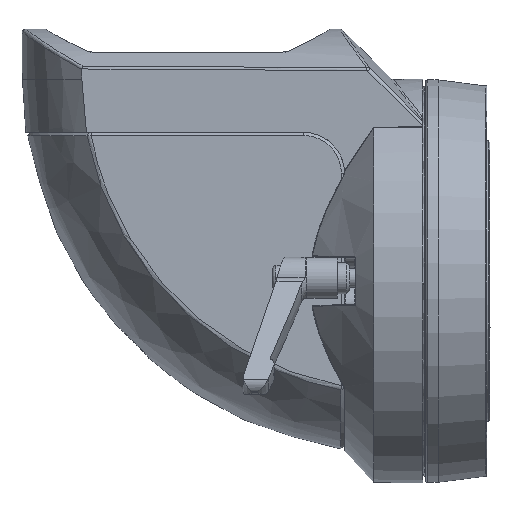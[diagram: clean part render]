
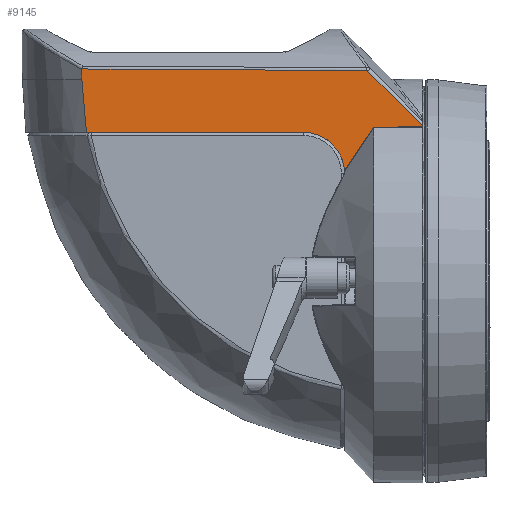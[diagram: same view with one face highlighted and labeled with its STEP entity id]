
A CAD part, left-side view. The second image highlights one B-rep face of the part: STEP entity #9145.
In plain terms, the highlighted planar face has unit normal (-1, 0.009, 0).
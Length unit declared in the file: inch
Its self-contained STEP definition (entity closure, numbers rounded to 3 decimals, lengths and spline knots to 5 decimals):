
#656 = ORIENTED_EDGE ( 'NONE', *, *, #20728, .F. ) ;
#1183 = VERTEX_POINT ( 'NONE', #19472 ) ;
#1205 = PLANE ( 'NONE',  #52409 ) ;
#2397 = EDGE_CURVE ( 'NONE', #24941, #34535, #10962, .T. ) ;
#2597 = CARTESIAN_POINT ( 'NONE',  ( -1.63385, 1.10315, 1.38658 ) ) ;
#3071 = VECTOR ( 'NONE', #24983, 39.37008 ) ;
#3207 = CARTESIAN_POINT ( 'NONE',  ( -1.63642, 0.80863, 2.64156 ) ) ;
#3578 = VERTEX_POINT ( 'NONE', #13611 ) ;
#3618 = CARTESIAN_POINT ( 'NONE',  ( -1.60505, 4.40351, 2.66762 ) ) ;
#3653 = CARTESIAN_POINT ( 'NONE',  ( -1.63704, 0.73771, 1.93648 ) ) ;
#4687 = CARTESIAN_POINT ( 'NONE',  ( -1.60504, 4.40421, 2.53937 ) ) ;
#6059 = LINE ( 'NONE', #19042, #9501 ) ;
#6405 = CARTESIAN_POINT ( 'NONE',  ( -1.6363, 0.82215, 2.64726 ) ) ;
#6681 = CARTESIAN_POINT ( 'NONE',  ( -1.63638, 0.81358, 2.64499 ) ) ;
#6915 = ORIENTED_EDGE ( 'NONE', *, *, #39636, .F. ) ;
#7424 = LINE ( 'NONE', #7709, #9789 ) ;
#7518 = CARTESIAN_POINT ( 'NONE',  ( -1.63638, 0.81304, 2.64469 ) ) ;
#7682 = EDGE_CURVE ( 'NONE', #39385, #40909, #7424, .T. ) ;
#7699 = B_SPLINE_CURVE_WITH_KNOTS ( 'NONE', 3,
 ( #44224, #56908, #17437, #3618 ),
 .UNSPECIFIED., .F., .F.,
 ( 4, 4 ),
 ( 0., 0.00016 ),
 .UNSPECIFIED. ) ;
#7709 = CARTESIAN_POINT ( 'NONE',  ( -1.64245, 0.11811, 3.09955 ) ) ;
#7953 = CARTESIAN_POINT ( 'NONE',  ( -1.62593, 2.01086, 2.65411 ) ) ;
#8116 =( BOUNDED_CURVE ( )  B_SPLINE_CURVE ( 3, ( #11788, #28276, #42041, #2597 ),
 .UNSPECIFIED., .F., .F. ) 
 B_SPLINE_CURVE_WITH_KNOTS ( ( 4, 4 ),
 ( 1.5708, 3.08626 ),
 .UNSPECIFIED. ) 
 CURVE ( )  GEOMETRIC_REPRESENTATION_ITEM ( )  RATIONAL_B_SPLINE_CURVE ( ( 1., 0.818, 0.818, 1. ) ) 
 REPRESENTATION_ITEM ( '' )  );
#8320 = VERTEX_POINT ( 'NONE', #42730 ) ;
#8688 = CARTESIAN_POINT ( 'NONE',  ( -1.64235, 0.12905, 1.96098 ) ) ;
#8990 = CARTESIAN_POINT ( 'NONE',  ( -1.64231, 0.13418, 1.96612 ) ) ;
#9136 = EDGE_CURVE ( 'NONE', #40909, #19431, #56810, .T. ) ;
#9145 = ADVANCED_FACE ( 'NONE', ( #9561 ), #1205, .T. ) ;
#9270 = CARTESIAN_POINT ( 'NONE',  ( -1.64245, 0.11811, 1.95166 ) ) ;
#9501 = VECTOR ( 'NONE', #28545, 39.37008 ) ;
#9561 = FACE_OUTER_BOUND ( 'NONE', #47042, .T. ) ;
#9789 = VECTOR ( 'NONE', #15517, 39.37008 ) ;
#10114 = ORIENTED_EDGE ( 'NONE', *, *, #44976, .T. ) ;
#10688 = CARTESIAN_POINT ( 'NONE',  ( -1.60554, 4.34679, 1.87008 ) ) ;
#10962 = B_SPLINE_CURVE_WITH_KNOTS ( 'NONE', 3,
 ( #23669, #46393, #41210, #10688 ),
 .UNSPECIFIED., .F., .F.,
 ( 4, 4 ),
 ( 0., 0.01706 ),
 .UNSPECIFIED. ) ;
#11788 = CARTESIAN_POINT ( 'NONE',  ( -1.62939, 1.61417, 1.87008 ) ) ;
#12725 = ORIENTED_EDGE ( 'NONE', *, *, #40148, .T. ) ;
#13169 = EDGE_CURVE ( 'NONE', #1183, #18483, #8116, .T. ) ;
#13611 = CARTESIAN_POINT ( 'NONE',  ( -1.60505, 4.40351, 2.66762 ) ) ;
#14241 = CARTESIAN_POINT ( 'NONE',  ( -1.63385, 1.10315, 1.38658 ) ) ;
#14631 = VERTEX_POINT ( 'NONE', #38546 ) ;
#15517 = DIRECTION ( 'NONE',  ( 0., 0., 1. ) ) ;
#17437 = CARTESIAN_POINT ( 'NONE',  ( -1.60505, 4.40399, 2.6655 ) ) ;
#18483 = VERTEX_POINT ( 'NONE', #21645 ) ;
#18490 = CARTESIAN_POINT ( 'NONE',  ( -1.6424, 0.12369, 1.95616 ) ) ;
#19042 = CARTESIAN_POINT ( 'NONE',  ( -1.64231, 0.13418, 1.96612 ) ) ;
#19431 = VERTEX_POINT ( 'NONE', #29479 ) ;
#19472 = CARTESIAN_POINT ( 'NONE',  ( -1.62939, 1.61417, 1.87008 ) ) ;
#19826 = VECTOR ( 'NONE', #19918, 39.37008 ) ;
#19918 = DIRECTION ( 'NONE',  ( 0., 0., -1. ) ) ;
#20728 = EDGE_CURVE ( 'NONE', #32939, #3578, #7699, .T. ) ;
#21101 = ORIENTED_EDGE ( 'NONE', *, *, #48846, .T. ) ;
#21645 = CARTESIAN_POINT ( 'NONE',  ( -1.63385, 1.10315, 1.38658 ) ) ;
#21971 = DIRECTION ( 'NONE',  ( -1., 0.009, 0. ) ) ;
#22244 = EDGE_CURVE ( 'NONE', #34535, #1183, #56751, .T. ) ;
#22533 = B_SPLINE_CURVE_WITH_KNOTS ( 'NONE', 3,
 ( #14241, #45098, #54301, #41014 ),
 .UNSPECIFIED., .F., .F.,
 ( 4, 4 ),
 ( 0., 1. ),
 .UNSPECIFIED. ) ;
#23669 = CARTESIAN_POINT ( 'NONE',  ( -1.60504, 4.40421, 2.53937 ) ) ;
#23803 = EDGE_CURVE ( 'NONE', #18483, #37466, #22533, .T. ) ;
#23995 = CARTESIAN_POINT ( 'NONE',  ( -1.63641, 0.8102, 2.64289 ) ) ;
#24802 = CARTESIAN_POINT ( 'NONE',  ( -1.60504, 4.40421, 3.09955 ) ) ;
#24941 = VERTEX_POINT ( 'NONE', #4687 ) ;
#24983 = DIRECTION ( 'NONE',  ( -0.009, -1., 0.004 ) ) ;
#25989 = ORIENTED_EDGE ( 'NONE', *, *, #7682, .T. ) ;
#26120 = CARTESIAN_POINT ( 'NONE',  ( -1.6363, 0.82215, 2.64726 ) ) ;
#28276 = CARTESIAN_POINT ( 'NONE',  ( -1.63189, 1.32735, 1.87008 ) ) ;
#28545 = DIRECTION ( 'NONE',  ( -0.006, -0.707, -0.708 ) ) ;
#29195 = ORIENTED_EDGE ( 'NONE', *, *, #22244, .T. ) ;
#29479 = CARTESIAN_POINT ( 'NONE',  ( -1.64231, 0.13418, 1.96612 ) ) ;
#30508 = ORIENTED_EDGE ( 'NONE', *, *, #23803, .T. ) ;
#30835 = CARTESIAN_POINT ( 'NONE',  ( -1.63386, 1.10236, 1.87008 ) ) ;
#31389 = ORIENTED_EDGE ( 'NONE', *, *, #9136, .T. ) ;
#31743 = CARTESIAN_POINT ( 'NONE',  ( -1.63386, 1.10236, 3.09955 ) ) ;
#32939 = VERTEX_POINT ( 'NONE', #56822 ) ;
#34535 = VERTEX_POINT ( 'NONE', #43147 ) ;
#36423 = ORIENTED_EDGE ( 'NONE', *, *, #13169, .T. ) ;
#36770 = EDGE_CURVE ( 'NONE', #8320, #14631, #44860, .T. ) ;
#37466 = VERTEX_POINT ( 'NONE', #46573 ) ;
#37933 = CARTESIAN_POINT ( 'NONE',  ( -1.61551, 3.20465, 2.6609 ) ) ;
#38341 = CARTESIAN_POINT ( 'NONE',  ( -1.63643, 0.80764, 2.64057 ) ) ;
#38546 = CARTESIAN_POINT ( 'NONE',  ( -1.6363, 0.82215, 2.64726 ) ) ;
#39385 = VERTEX_POINT ( 'NONE', #42105 ) ;
#39636 = EDGE_CURVE ( 'NONE', #8320, #19431, #6059, .T. ) ;
#40148 = EDGE_CURVE ( 'NONE', #37466, #39385, #55780, .T. ) ;
#40395 = CARTESIAN_POINT ( 'NONE',  ( -1.64245, 0.11811, 1.95166 ) ) ;
#40909 = VERTEX_POINT ( 'NONE', #40395 ) ;
#41014 = CARTESIAN_POINT ( 'NONE',  ( -1.63704, 0.73771, 1.93648 ) ) ;
#41210 = CARTESIAN_POINT ( 'NONE',  ( -1.60521, 4.38507, 2.09153 ) ) ;
#42041 = CARTESIAN_POINT ( 'NONE',  ( -1.63371, 1.11901, 1.67296 ) ) ;
#42059 = LINE ( 'NONE', #24802, #19826 ) ;
#42105 = CARTESIAN_POINT ( 'NONE',  ( -1.64245, 0.11811, 1.93898 ) ) ;
#42521 = CARTESIAN_POINT ( 'NONE',  ( -1.60505, 4.40351, 2.66762 ) ) ;
#42658 = CARTESIAN_POINT ( 'NONE',  ( -1.63633, 0.8195, 2.64724 ) ) ;
#42730 = CARTESIAN_POINT ( 'NONE',  ( -1.63643, 0.80764, 2.64057 ) ) ;
#43147 = CARTESIAN_POINT ( 'NONE',  ( -1.60554, 4.34679, 1.87008 ) ) ;
#44224 = CARTESIAN_POINT ( 'NONE',  ( -1.60504, 4.40421, 2.66117 ) ) ;
#44703 = ORIENTED_EDGE ( 'NONE', *, *, #2397, .T. ) ;
#44826 = VECTOR ( 'NONE', #48390, 39.37008 ) ;
#44860 = B_SPLINE_CURVE_WITH_KNOTS ( 'NONE', 3,
 ( #38341, #3207, #23995, #50747, #7518, #6681, #51595, #42658, #6405 ),
 .UNSPECIFIED., .F., .F.,
 ( 4, 1, 2, 2, 4 ),
 ( 0., 0.25, 0.375, 0.5, 1. ),
 .UNSPECIFIED. ) ;
#44976 = EDGE_CURVE ( 'NONE', #14631, #3578, #55959, .T. ) ;
#45098 = CARTESIAN_POINT ( 'NONE',  ( -1.63474, 1.00149, 1.55447 ) ) ;
#46393 = CARTESIAN_POINT ( 'NONE',  ( -1.60504, 4.40421, 2.31463 ) ) ;
#46573 = CARTESIAN_POINT ( 'NONE',  ( -1.63704, 0.73771, 1.93648 ) ) ;
#47042 = EDGE_LOOP ( 'NONE', ( #44703, #29195, #36423, #30508, #12725, #25989, #31389, #6915, #49086, #10114, #656, #21101 ) ) ;
#48390 = DIRECTION ( 'NONE',  ( -0.009, -1., 0. ) ) ;
#48846 = EDGE_CURVE ( 'NONE', #32939, #24941, #42059, .T. ) ;
#49024 = DIRECTION ( 'NONE',  ( -0.009, -1., 0. ) ) ;
#49086 = ORIENTED_EDGE ( 'NONE', *, *, #36770, .T. ) ;
#50747 = CARTESIAN_POINT ( 'NONE',  ( -1.63639, 0.81189, 2.644 ) ) ;
#51595 = CARTESIAN_POINT ( 'NONE',  ( -1.63635, 0.81686, 2.64659 ) ) ;
#52409 = AXIS2_PLACEMENT_3D ( 'NONE', #31743, #21971, #49024 ) ;
#54301 = CARTESIAN_POINT ( 'NONE',  ( -1.6358, 0.87968, 1.73777 ) ) ;
#55780 = LINE ( 'NONE', #3653, #3071 ) ;
#55959 = B_SPLINE_CURVE_WITH_KNOTS ( 'NONE', 3,
 ( #26120, #7953, #37933, #42521 ),
 .UNSPECIFIED., .F., .F.,
 ( 4, 4 ),
 ( 0., 1. ),
 .UNSPECIFIED. ) ;
#56751 = LINE ( 'NONE', #30835, #44826 ) ;
#56810 = B_SPLINE_CURVE_WITH_KNOTS ( 'NONE', 3,
 ( #9270, #18490, #8688, #8990 ),
 .UNSPECIFIED., .F., .F.,
 ( 4, 4 ),
 ( 0., 1. ),
 .UNSPECIFIED. ) ;
#56822 = CARTESIAN_POINT ( 'NONE',  ( -1.60504, 4.40421, 2.66117 ) ) ;
#56908 = CARTESIAN_POINT ( 'NONE',  ( -1.60504, 4.40421, 2.66335 ) ) ;
